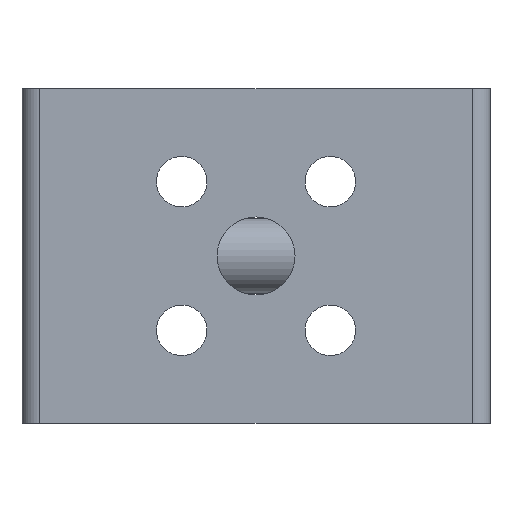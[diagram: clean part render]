
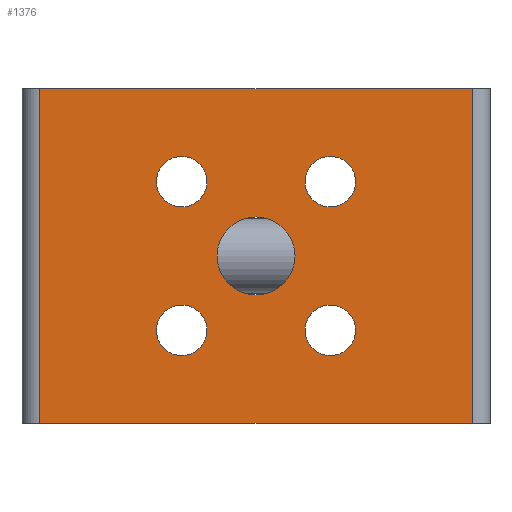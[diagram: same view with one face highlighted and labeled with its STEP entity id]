
A CAD part, front view. The second image highlights one B-rep face of the part: STEP entity #1376.
In plain terms, the highlighted planar face has unit normal (0, -1, 0).
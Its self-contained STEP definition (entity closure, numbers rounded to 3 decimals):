
#79=FACE_BOUND('',#270,.T.);
#80=FACE_BOUND('',#271,.T.);
#81=FACE_BOUND('',#272,.T.);
#82=FACE_BOUND('',#273,.T.);
#83=FACE_BOUND('',#274,.T.);
#102=PLANE('',#1588);
#160=FACE_OUTER_BOUND('',#269,.T.);
#269=EDGE_LOOP('',(#1132,#1133,#1134,#1135));
#270=EDGE_LOOP('',(#1136));
#271=EDGE_LOOP('',(#1137));
#272=EDGE_LOOP('',(#1138));
#273=EDGE_LOOP('',(#1139));
#274=EDGE_LOOP('',(#1140));
#326=LINE('',#2161,#431);
#333=LINE('',#2192,#438);
#341=LINE('',#2211,#446);
#349=LINE('',#2242,#454);
#431=VECTOR('',#1716,10.);
#438=VECTOR('',#1743,10.);
#446=VECTOR('',#1757,10.);
#454=VECTOR('',#1785,10.);
#530=CIRCLE('',#1500,3.4);
#532=CIRCLE('',#1503,3.4);
#534=CIRCLE('',#1506,3.4);
#536=CIRCLE('',#1509,3.4);
#538=CIRCLE('',#1512,5.25);
#609=VERTEX_POINT('',#2124);
#611=VERTEX_POINT('',#2130);
#613=VERTEX_POINT('',#2136);
#615=VERTEX_POINT('',#2142);
#617=VERTEX_POINT('',#2148);
#619=VERTEX_POINT('',#2154);
#622=VERTEX_POINT('',#2159);
#636=VERTEX_POINT('',#2191);
#643=VERTEX_POINT('',#2207);
#729=EDGE_CURVE('',#609,#609,#530,.T.);
#732=EDGE_CURVE('',#611,#611,#532,.T.);
#735=EDGE_CURVE('',#613,#613,#534,.T.);
#738=EDGE_CURVE('',#615,#615,#536,.T.);
#741=EDGE_CURVE('',#617,#617,#538,.T.);
#747=EDGE_CURVE('',#622,#619,#326,.T.);
#762=EDGE_CURVE('',#619,#636,#333,.T.);
#772=EDGE_CURVE('',#636,#643,#341,.T.);
#788=EDGE_CURVE('',#643,#622,#349,.T.);
#1132=ORIENTED_EDGE('',*,*,#747,.F.);
#1133=ORIENTED_EDGE('',*,*,#788,.F.);
#1134=ORIENTED_EDGE('',*,*,#772,.F.);
#1135=ORIENTED_EDGE('',*,*,#762,.F.);
#1136=ORIENTED_EDGE('',*,*,#729,.T.);
#1137=ORIENTED_EDGE('',*,*,#732,.T.);
#1138=ORIENTED_EDGE('',*,*,#735,.T.);
#1139=ORIENTED_EDGE('',*,*,#738,.T.);
#1140=ORIENTED_EDGE('',*,*,#741,.T.);
#1376=ADVANCED_FACE('',(#160,#79,#80,#81,#82,#83),#102,.T.);
#1500=AXIS2_PLACEMENT_3D('',#2125,#1676,#1677);
#1503=AXIS2_PLACEMENT_3D('',#2131,#1683,#1684);
#1506=AXIS2_PLACEMENT_3D('',#2137,#1690,#1691);
#1509=AXIS2_PLACEMENT_3D('',#2143,#1697,#1698);
#1512=AXIS2_PLACEMENT_3D('',#2149,#1704,#1705);
#1588=AXIS2_PLACEMENT_3D('',#2347,#1913,#1914);
#1676=DIRECTION('center_axis',(0.,1.,0.));
#1677=DIRECTION('ref_axis',(1.,0.,0.));
#1683=DIRECTION('center_axis',(0.,1.,0.));
#1684=DIRECTION('ref_axis',(1.,0.,0.));
#1690=DIRECTION('center_axis',(0.,1.,0.));
#1691=DIRECTION('ref_axis',(1.,0.,0.));
#1697=DIRECTION('center_axis',(0.,1.,0.));
#1698=DIRECTION('ref_axis',(1.,0.,0.));
#1704=DIRECTION('center_axis',(0.,1.,0.));
#1705=DIRECTION('ref_axis',(1.,0.,0.));
#1716=DIRECTION('',(0.,0.,-1.));
#1743=DIRECTION('',(-1.,0.,0.));
#1757=DIRECTION('',(0.,0.,1.));
#1785=DIRECTION('',(1.,0.,0.));
#1913=DIRECTION('center_axis',(0.,-1.,0.));
#1914=DIRECTION('ref_axis',(1.,0.,0.));
#2124=CARTESIAN_POINT('',(-13.4,-39.5,-10.));
#2125=CARTESIAN_POINT('Origin',(-10.,-39.5,-10.));
#2130=CARTESIAN_POINT('',(6.6,-39.5,-10.));
#2131=CARTESIAN_POINT('Origin',(10.,-39.5,-10.));
#2136=CARTESIAN_POINT('',(-13.4,-39.5,10.));
#2137=CARTESIAN_POINT('Origin',(-10.,-39.5,10.));
#2142=CARTESIAN_POINT('',(6.6,-39.5,10.));
#2143=CARTESIAN_POINT('Origin',(10.,-39.5,10.));
#2148=CARTESIAN_POINT('',(-5.25,-39.5,0.));
#2149=CARTESIAN_POINT('Origin',(0.,-39.5,0.));
#2154=CARTESIAN_POINT('',(29.1,-39.5,-22.5));
#2159=CARTESIAN_POINT('',(29.1,-39.5,22.5));
#2161=CARTESIAN_POINT('',(29.1,-39.5,0.));
#2191=CARTESIAN_POINT('',(-29.1,-39.5,-22.5));
#2192=CARTESIAN_POINT('',(-31.5,-39.5,-22.5));
#2207=CARTESIAN_POINT('',(-29.1,-39.5,22.5));
#2211=CARTESIAN_POINT('',(-29.1,-39.5,0.));
#2242=CARTESIAN_POINT('',(-31.5,-39.5,22.5));
#2347=CARTESIAN_POINT('Origin',(-31.5,-39.5,0.));
